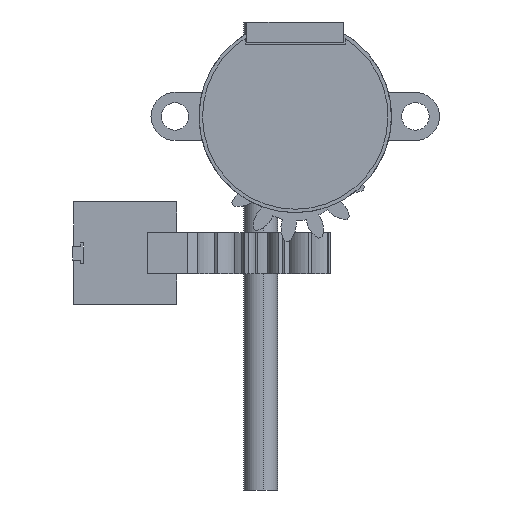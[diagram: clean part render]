
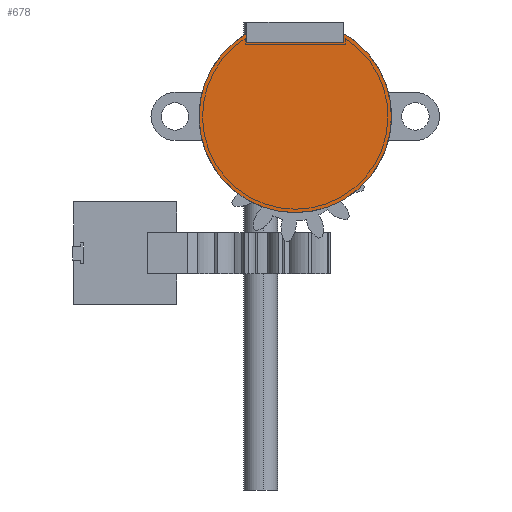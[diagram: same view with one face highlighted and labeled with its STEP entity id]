
A CAD part, front view. The second image highlights one B-rep face of the part: STEP entity #678.
In plain terms, the highlighted planar face has unit normal (0, -1, 0).
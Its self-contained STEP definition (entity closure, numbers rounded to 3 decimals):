
#278 = EDGE_CURVE ( 'NONE', #2096, #3905, #8135, .T. ) ;
#342 = LINE ( 'NONE', #1553, #1609 ) ;
#499 = CARTESIAN_POINT ( 'NONE',  ( -7.049, -0.3, 12.096 ) ) ;
#678 = ADVANCED_FACE ( 'NONE', ( #999 ), #3142, .T. ) ;
#999 = FACE_OUTER_BOUND ( 'NONE', #2490, .T. ) ;
#1038 = ORIENTED_EDGE ( 'NONE', *, *, #5833, .T. ) ;
#1053 = DIRECTION ( 'NONE',  ( 0., 0., 1. ) ) ;
#1353 = DIRECTION ( 'NONE',  ( -1., 0., 0. ) ) ;
#1553 = CARTESIAN_POINT ( 'NONE',  ( -7.049, -0.3, 10.744 ) ) ;
#1609 = VECTOR ( 'NONE', #1053, 1000. ) ;
#1625 = ORIENTED_EDGE ( 'NONE', *, *, #278, .T. ) ;
#1646 = LINE ( 'NONE', #6276, #2422 ) ;
#2096 = VERTEX_POINT ( 'NONE', #7076 ) ;
#2268 = EDGE_CURVE ( 'NONE', #3905, #2385, #1646, .T. ) ;
#2305 = CARTESIAN_POINT ( 'NONE',  ( 7.063, -0.3, 12.088 ) ) ;
#2385 = VERTEX_POINT ( 'NONE', #6697 ) ;
#2422 = VECTOR ( 'NONE', #2654, 1000. ) ;
#2490 = EDGE_LOOP ( 'NONE', ( #3184, #6065, #1625, #9376, #1038 ) ) ;
#2654 = DIRECTION ( 'NONE',  ( 0., 0., -1. ) ) ;
#2659 = CARTESIAN_POINT ( 'NONE',  ( -7.049, -0.3, 10.744 ) ) ;
#2757 = CARTESIAN_POINT ( 'NONE',  ( -7.049, -0.3, 10.744 ) ) ;
#2802 = VERTEX_POINT ( 'NONE', #499 ) ;
#3142 = PLANE ( 'NONE',  #8707 ) ;
#3184 = ORIENTED_EDGE ( 'NONE', *, *, #3964, .T. ) ;
#3276 = VECTOR ( 'NONE', #1353, 1000. ) ;
#3388 = DIRECTION ( 'NONE',  ( 0., -1., 0. ) ) ;
#3905 = VERTEX_POINT ( 'NONE', #2305 ) ;
#3964 = EDGE_CURVE ( 'NONE', #5542, #2802, #342, .T. ) ;
#4164 = CARTESIAN_POINT ( 'NONE',  ( 0., -0.3, 0. ) ) ;
#4299 = LINE ( 'NONE', #2757, #3276 ) ;
#4424 = DIRECTION ( 'NONE',  ( 0., 0., -1. ) ) ;
#5340 = CARTESIAN_POINT ( 'NONE',  ( 0., -0.3, 0. ) ) ;
#5520 = EDGE_CURVE ( 'NONE', #2802, #2096, #6503, .T. ) ;
#5542 = VERTEX_POINT ( 'NONE', #2659 ) ;
#5833 = EDGE_CURVE ( 'NONE', #2385, #5542, #4299, .T. ) ;
#5991 = DIRECTION ( 'NONE',  ( 0., -1., 0. ) ) ;
#6058 = DIRECTION ( 'NONE',  ( 0., 0., -1. ) ) ;
#6065 = ORIENTED_EDGE ( 'NONE', *, *, #5520, .T. ) ;
#6276 = CARTESIAN_POINT ( 'NONE',  ( 7.063, -0.3, 10.744 ) ) ;
#6280 = AXIS2_PLACEMENT_3D ( 'NONE', #4164, #3388, #6281 ) ;
#6281 = DIRECTION ( 'NONE',  ( 0., 0., -1. ) ) ;
#6503 = CIRCLE ( 'NONE', #6280, 14. ) ;
#6605 = AXIS2_PLACEMENT_3D ( 'NONE', #9512, #8843, #4424 ) ;
#6697 = CARTESIAN_POINT ( 'NONE',  ( 7.063, -0.3, 10.744 ) ) ;
#7076 = CARTESIAN_POINT ( 'NONE',  ( 0., -0.3, -14. ) ) ;
#8135 = CIRCLE ( 'NONE', #6605, 14. ) ;
#8707 = AXIS2_PLACEMENT_3D ( 'NONE', #5340, #5991, #6058 ) ;
#8843 = DIRECTION ( 'NONE',  ( 0., -1., 0. ) ) ;
#9376 = ORIENTED_EDGE ( 'NONE', *, *, #2268, .T. ) ;
#9512 = CARTESIAN_POINT ( 'NONE',  ( 0., -0.3, 0. ) ) ;
